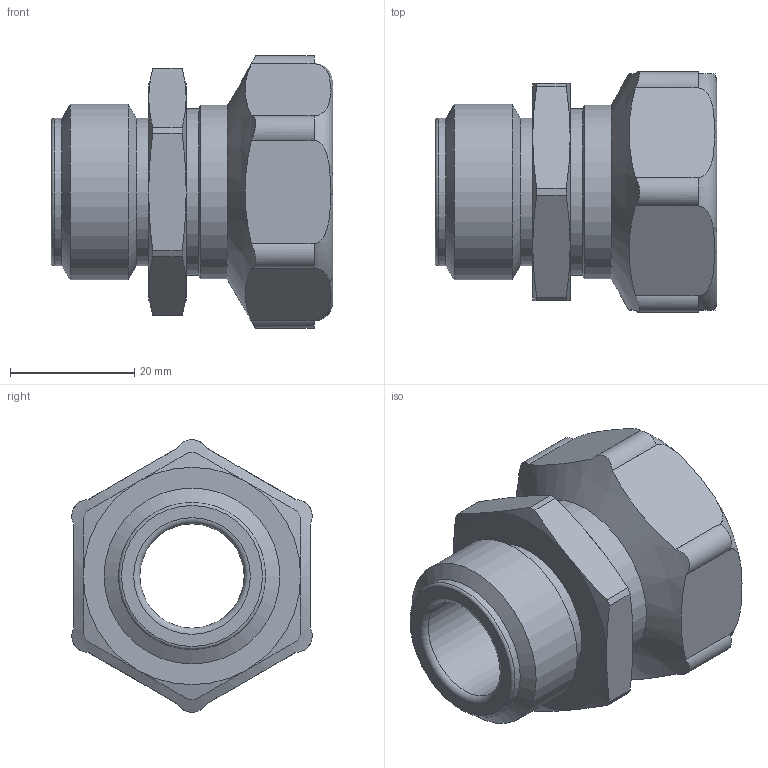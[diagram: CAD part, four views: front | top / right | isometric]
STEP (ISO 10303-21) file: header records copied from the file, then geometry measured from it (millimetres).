
FILE_DESCRIPTION( ( 'STEP AP203' ), '1' );
FILE_NAME( 'FLEXA EG-P 0610.000.021.stp', '2020-03-11T10:14:09', ( '' ), ( '' ), ' ', 'PARTsolutions', ' ' );
FILE_SCHEMA( ( 'CONFIG_CONTROL_DESIGN' ) );
Length unit declared in the file: millimetre
Products named in the file (1): _FLEXA EG-P 0610.000.021
Bounding box: 45.3 x 38.7 x 43.88 mm (x, y, z)
Volume: 29000.7 mm3; surface area: 9978.8 mm2
Topology: 1 solids, 1 shells, 73 faces, 172 edges, 104 vertices
Faces by surface type: cylinder 31, plane 23, cone 16, torus 3
Full cylindrical faces by diameter (mm): 16.772 x1, 23.7 x2, 26.8 x1, 27 x1, 28 x1, 28.3 x1
Entity records: 2468 total; most frequent: CARTESIAN_POINT 844, DIRECTION 338, ORIENTED_EDGE 310, EDGE_CURVE 155, AXIS2_PLACEMENT_3D 151, VERTEX_POINT 101, EDGE_LOOP 92, FACE_OUTER_BOUND 83
